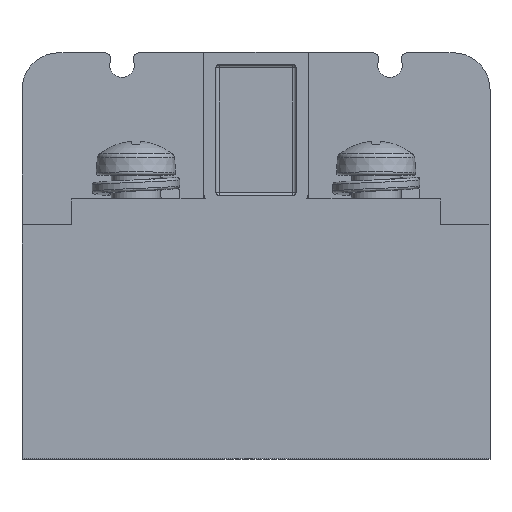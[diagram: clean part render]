
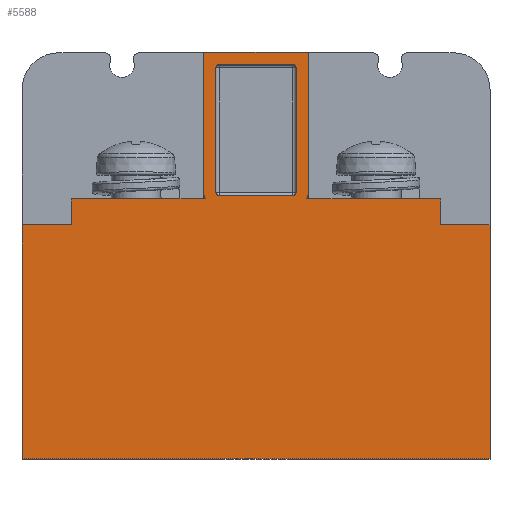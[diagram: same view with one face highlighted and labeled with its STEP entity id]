
A CAD part, top view. The second image highlights one B-rep face of the part: STEP entity #5588.
In plain terms, the highlighted planar face has unit normal (0, 0, 1).
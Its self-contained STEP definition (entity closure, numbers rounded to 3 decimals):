
#391=CIRCLE('',#5890,0.25);
#392=CIRCLE('',#5893,0.25);
#393=CIRCLE('',#5896,0.25);
#394=CIRCLE('',#5899,0.25);
#416=CIRCLE('',#5940,1.25);
#417=CIRCLE('',#5941,1.25);
#1167=ORIENTED_EDGE('',*,*,#1654,.T.);
#1168=ORIENTED_EDGE('',*,*,#2018,.T.);
#1169=ORIENTED_EDGE('',*,*,#1673,.F.);
#1170=ORIENTED_EDGE('',*,*,#2001,.F.);
#1171=ORIENTED_EDGE('',*,*,#1679,.F.);
#1172=ORIENTED_EDGE('',*,*,#2019,.T.);
#1173=ORIENTED_EDGE('',*,*,#1664,.T.);
#1174=ORIENTED_EDGE('',*,*,#1668,.T.);
#1175=ORIENTED_EDGE('',*,*,#1644,.T.);
#1176=ORIENTED_EDGE('',*,*,#1989,.F.);
#1177=ORIENTED_EDGE('',*,*,#2020,.F.);
#1178=ORIENTED_EDGE('',*,*,#2016,.F.);
#1179=ORIENTED_EDGE('',*,*,#1639,.T.);
#1180=ORIENTED_EDGE('',*,*,#1670,.T.);
#1181=ORIENTED_EDGE('',*,*,#1962,.T.);
#1182=ORIENTED_EDGE('',*,*,#1961,.T.);
#1183=ORIENTED_EDGE('',*,*,#1959,.T.);
#1184=ORIENTED_EDGE('',*,*,#1957,.T.);
#1185=ORIENTED_EDGE('',*,*,#1955,.T.);
#1186=ORIENTED_EDGE('',*,*,#1953,.T.);
#1187=ORIENTED_EDGE('',*,*,#1950,.T.);
#1188=ORIENTED_EDGE('',*,*,#1949,.T.);
#1639=EDGE_CURVE('',#2221,#2220,#2594,.T.);
#1644=EDGE_CURVE('',#2223,#2225,#2599,.T.);
#1654=EDGE_CURVE('',#2236,#2235,#2605,.T.);
#1664=EDGE_CURVE('',#2246,#2245,#2611,.T.);
#1668=EDGE_CURVE('',#2245,#2223,#2615,.T.);
#1670=EDGE_CURVE('',#2220,#2236,#2617,.T.);
#1673=EDGE_CURVE('',#2249,#2250,#2620,.T.);
#1679=EDGE_CURVE('',#2254,#2255,#2626,.T.);
#1949=EDGE_CURVE('',#2429,#2430,#391,.F.);
#1950=EDGE_CURVE('',#2431,#2429,#2761,.T.);
#1953=EDGE_CURVE('',#2432,#2431,#392,.F.);
#1955=EDGE_CURVE('',#2433,#2432,#2765,.T.);
#1957=EDGE_CURVE('',#2434,#2433,#393,.F.);
#1959=EDGE_CURVE('',#2435,#2434,#2768,.T.);
#1961=EDGE_CURVE('',#2436,#2435,#394,.F.);
#1962=EDGE_CURVE('',#2430,#2436,#2770,.T.);
#1989=EDGE_CURVE('',#2456,#2225,#2785,.T.);
#2001=EDGE_CURVE('',#2255,#2249,#2793,.T.);
#2016=EDGE_CURVE('',#2221,#2469,#2803,.T.);
#2018=EDGE_CURVE('',#2235,#2250,#416,.T.);
#2019=EDGE_CURVE('',#2254,#2246,#417,.T.);
#2020=EDGE_CURVE('',#2469,#2456,#2805,.T.);
#2220=VERTEX_POINT('',#7111);
#2221=VERTEX_POINT('',#7113);
#2223=VERTEX_POINT('',#7118);
#2225=VERTEX_POINT('',#7122);
#2235=VERTEX_POINT('',#7157);
#2236=VERTEX_POINT('',#7159);
#2245=VERTEX_POINT('',#7192);
#2246=VERTEX_POINT('',#7194);
#2249=VERTEX_POINT('',#7208);
#2250=VERTEX_POINT('',#7210);
#2254=VERTEX_POINT('',#7220);
#2255=VERTEX_POINT('',#7222);
#2429=VERTEX_POINT('',#8088);
#2430=VERTEX_POINT('',#8090);
#2431=VERTEX_POINT('',#8094);
#2432=VERTEX_POINT('',#8098);
#2433=VERTEX_POINT('',#8102);
#2434=VERTEX_POINT('',#8106);
#2435=VERTEX_POINT('',#8110);
#2436=VERTEX_POINT('',#8114);
#2456=VERTEX_POINT('',#8168);
#2469=VERTEX_POINT('',#8221);
#2594=LINE('',#7112,#2868);
#2599=LINE('',#7123,#2873);
#2605=LINE('',#7158,#2879);
#2611=LINE('',#7193,#2885);
#2615=LINE('',#7200,#2889);
#2617=LINE('',#7203,#2891);
#2620=LINE('',#7209,#2894);
#2626=LINE('',#7221,#2900);
#2761=LINE('',#8093,#3035);
#2765=LINE('',#8103,#3039);
#2768=LINE('',#8111,#3042);
#2770=LINE('',#8117,#3044);
#2785=LINE('',#8169,#3059);
#2793=LINE('',#8192,#3067);
#2803=LINE('',#8220,#3077);
#2805=LINE('',#8226,#3079);
#2868=VECTOR('',#6075,1000.);
#2873=VECTOR('',#6082,1000.);
#2879=VECTOR('',#6092,1000.);
#2885=VECTOR('',#6102,1000.);
#2889=VECTOR('',#6108,1000.);
#2891=VECTOR('',#6112,1000.);
#2894=VECTOR('',#6117,1000.);
#2900=VECTOR('',#6125,1000.);
#3035=VECTOR('',#6646,1000.);
#3039=VECTOR('',#6656,1000.);
#3042=VECTOR('',#6665,1000.);
#3044=VECTOR('',#6673,1000.);
#3059=VECTOR('',#6722,1000.);
#3067=VECTOR('',#6750,1000.);
#3077=VECTOR('',#6782,1000.);
#3079=VECTOR('',#6790,1000.);
#3303=EDGE_LOOP('',(#1167,#1168,#1169,#1170,#1171,#1172,#1173,#1174,#1175,
#1176,#1177,#1178,#1179,#1180));
#3304=EDGE_LOOP('',(#1181,#1182,#1183,#1184,#1185,#1186,#1187,#1188));
#3570=FACE_BOUND('',#3303,.T.);
#3571=FACE_BOUND('',#3304,.T.);
#3737=PLANE('',#5939);
#5588=ADVANCED_FACE('',(#3570,#3571),#3737,.F.);
#5890=AXIS2_PLACEMENT_3D('',#8091,#6642,#6643);
#5893=AXIS2_PLACEMENT_3D('',#8099,#6651,#6652);
#5896=AXIS2_PLACEMENT_3D('',#8107,#6660,#6661);
#5899=AXIS2_PLACEMENT_3D('',#8115,#6669,#6670);
#5939=AXIS2_PLACEMENT_3D('',#8223,#6784,#6785);
#5940=AXIS2_PLACEMENT_3D('',#8224,#6786,#6787);
#5941=AXIS2_PLACEMENT_3D('',#8225,#6788,#6789);
#6075=DIRECTION('',(-1.,0.,0.));
#6082=DIRECTION('',(-1.,0.,0.));
#6092=DIRECTION('',(-1.,0.,0.));
#6102=DIRECTION('',(-1.,0.,0.));
#6108=DIRECTION('',(0.,-1.,0.));
#6112=DIRECTION('',(0.,1.,0.));
#6117=DIRECTION('',(0.,-1.,0.));
#6125=DIRECTION('',(0.,1.,0.));
#6642=DIRECTION('',(0.,0.,1.));
#6643=DIRECTION('',(1.,0.,0.));
#6646=DIRECTION('',(0.,-1.,0.));
#6651=DIRECTION('',(0.,0.,1.));
#6652=DIRECTION('',(1.,0.,0.));
#6656=DIRECTION('',(1.,0.,0.));
#6660=DIRECTION('',(0.,0.,1.));
#6661=DIRECTION('',(1.,0.,0.));
#6665=DIRECTION('',(0.,1.,0.));
#6669=DIRECTION('',(0.,0.,1.));
#6670=DIRECTION('',(1.,0.,0.));
#6673=DIRECTION('',(-1.,0.,0.));
#6722=DIRECTION('',(0.,1.,0.));
#6750=DIRECTION('',(1.,0.,0.));
#6782=DIRECTION('',(0.,-1.,0.));
#6784=DIRECTION('',(0.,0.,-1.));
#6785=DIRECTION('',(-1.,0.,0.));
#6786=DIRECTION('',(0.,0.,1.));
#6787=DIRECTION('',(1.,0.,0.));
#6788=DIRECTION('',(0.,0.,1.));
#6789=DIRECTION('',(1.,0.,0.));
#6790=DIRECTION('',(-1.,0.,0.));
#7111=CARTESIAN_POINT('',(15.,0.,0.));
#7112=CARTESIAN_POINT('',(-19.,0.,0.));
#7113=CARTESIAN_POINT('',(19.,0.,0.));
#7118=CARTESIAN_POINT('',(-15.,0.,0.));
#7122=CARTESIAN_POINT('',(-19.,0.,0.));
#7123=CARTESIAN_POINT('',(-19.,0.,0.));
#7157=CARTESIAN_POINT('',(4.128,2.111,0.));
#7158=CARTESIAN_POINT('',(-15.,2.111,0.));
#7159=CARTESIAN_POINT('',(15.,2.111,0.));
#7192=CARTESIAN_POINT('',(-15.,2.111,0.));
#7193=CARTESIAN_POINT('',(-15.,2.111,0.));
#7194=CARTESIAN_POINT('',(-4.128,2.111,0.));
#7200=CARTESIAN_POINT('',(-15.,0.,0.));
#7203=CARTESIAN_POINT('',(15.,0.,0.));
#7208=CARTESIAN_POINT('',(4.25,14.,0.));
#7209=CARTESIAN_POINT('',(4.25,1.4,0.));
#7210=CARTESIAN_POINT('',(4.25,2.65,0.));
#7220=CARTESIAN_POINT('',(-4.25,2.65,0.));
#7221=CARTESIAN_POINT('',(-4.25,14.,0.));
#7222=CARTESIAN_POINT('',(-4.25,14.,0.));
#8088=CARTESIAN_POINT('',(3.25,2.65,0.));
#8090=CARTESIAN_POINT('',(3.,2.4,0.));
#8091=CARTESIAN_POINT('',(3.,2.65,0.));
#8093=CARTESIAN_POINT('',(3.25,13.,0.));
#8094=CARTESIAN_POINT('',(3.25,12.75,0.));
#8098=CARTESIAN_POINT('',(3.,13.,0.));
#8099=CARTESIAN_POINT('',(3.,12.75,0.));
#8102=CARTESIAN_POINT('',(-3.,13.,0.));
#8103=CARTESIAN_POINT('',(-3.25,13.,0.));
#8106=CARTESIAN_POINT('',(-3.25,12.75,0.));
#8107=CARTESIAN_POINT('',(-3.,12.75,0.));
#8110=CARTESIAN_POINT('',(-3.25,2.65,0.));
#8111=CARTESIAN_POINT('',(-3.25,2.4,0.));
#8114=CARTESIAN_POINT('',(-3.,2.4,0.));
#8115=CARTESIAN_POINT('',(-3.,2.65,0.));
#8117=CARTESIAN_POINT('',(3.25,2.4,0.));
#8168=CARTESIAN_POINT('',(-19.,-19.,0.));
#8169=CARTESIAN_POINT('',(-19.,-19.,0.));
#8192=CARTESIAN_POINT('',(4.25,14.,0.));
#8220=CARTESIAN_POINT('',(19.,14.,0.));
#8221=CARTESIAN_POINT('',(19.,-19.,0.));
#8223=CARTESIAN_POINT('',(0.,0.,0.));
#8224=CARTESIAN_POINT('',(3.,2.65,0.));
#8225=CARTESIAN_POINT('',(-3.,2.65,0.));
#8226=CARTESIAN_POINT('',(19.,-19.,0.));
